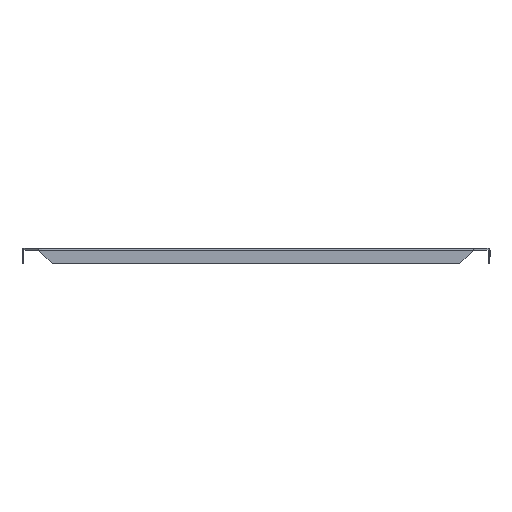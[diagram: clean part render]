
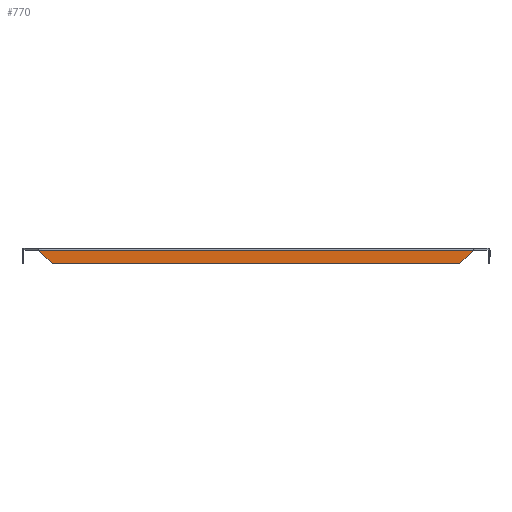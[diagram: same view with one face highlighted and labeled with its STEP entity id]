
A CAD part, left-side view. The second image highlights one B-rep face of the part: STEP entity #770.
In plain terms, the highlighted planar face has unit normal (-1, 0, 0).
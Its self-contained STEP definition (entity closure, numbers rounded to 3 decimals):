
#44 = ORIENTED_EDGE ( 'NONE', *, *, #1049, .F. ) ;
#73 = CARTESIAN_POINT ( 'NONE',  ( -224.367, -163.997, -1.5 ) ) ;
#91 = EDGE_CURVE ( 'NONE', #229, #1550, #2136, .T. ) ;
#121 = PLANE ( 'NONE',  #375 ) ;
#166 = DIRECTION ( 'NONE',  ( 0., -1., 0. ) ) ;
#229 = VERTEX_POINT ( 'NONE', #646 ) ;
#341 = LINE ( 'NONE', #889, #1658 ) ;
#375 = AXIS2_PLACEMENT_3D ( 'NONE', #846, #1161, #807 ) ;
#386 = EDGE_CURVE ( 'NONE', #806, #1550, #341, .T. ) ;
#520 = LINE ( 'NONE', #2351, #2096 ) ;
#532 = DIRECTION ( 'NONE',  ( 0., -0.707, 0.707 ) ) ;
#544 = EDGE_LOOP ( 'NONE', ( #1693, #44, #1497, #1808 ) ) ;
#646 = CARTESIAN_POINT ( 'NONE',  ( -224.367, 163.997, -1.5 ) ) ;
#770 = ADVANCED_FACE ( 'NONE', ( #2130 ), #121, .F. ) ;
#806 = VERTEX_POINT ( 'NONE', #896 ) ;
#807 = DIRECTION ( 'NONE',  ( 0., 0., -1. ) ) ;
#846 = CARTESIAN_POINT ( 'NONE',  ( -224.367, 0., 222.203 ) ) ;
#889 = CARTESIAN_POINT ( 'NONE',  ( -224.367, -193.85, 28.353 ) ) ;
#896 = CARTESIAN_POINT ( 'NONE',  ( -224.367, -153.495, -12.002 ) ) ;
#974 = CARTESIAN_POINT ( 'NONE',  ( -224.367, -186.205, -12.002 ) ) ;
#1014 = VECTOR ( 'NONE', #1930, 1000. ) ;
#1049 = EDGE_CURVE ( 'NONE', #1275, #229, #520, .T. ) ;
#1161 = DIRECTION ( 'NONE',  ( 1., 0., 0. ) ) ;
#1179 = LINE ( 'NONE', #974, #1014 ) ;
#1275 = VERTEX_POINT ( 'NONE', #1492 ) ;
#1492 = CARTESIAN_POINT ( 'NONE',  ( -224.367, 153.495, -12.002 ) ) ;
#1497 = ORIENTED_EDGE ( 'NONE', *, *, #1801, .T. ) ;
#1550 = VERTEX_POINT ( 'NONE', #73 ) ;
#1658 = VECTOR ( 'NONE', #532, 1000. ) ;
#1693 = ORIENTED_EDGE ( 'NONE', *, *, #91, .F. ) ;
#1801 = EDGE_CURVE ( 'NONE', #1275, #806, #1179, .T. ) ;
#1808 = ORIENTED_EDGE ( 'NONE', *, *, #386, .T. ) ;
#1823 = CARTESIAN_POINT ( 'NONE',  ( -224.367, 0., -1.5 ) ) ;
#1930 = DIRECTION ( 'NONE',  ( 0., -1., 0. ) ) ;
#2096 = VECTOR ( 'NONE', #2200, 1000. ) ;
#2130 = FACE_OUTER_BOUND ( 'NONE', #544, .T. ) ;
#2136 = LINE ( 'NONE', #1823, #2220 ) ;
#2200 = DIRECTION ( 'NONE',  ( 0., 0.707, 0.707 ) ) ;
#2220 = VECTOR ( 'NONE', #166, 1000. ) ;
#2351 = CARTESIAN_POINT ( 'NONE',  ( -224.367, 193.85, 28.353 ) ) ;
